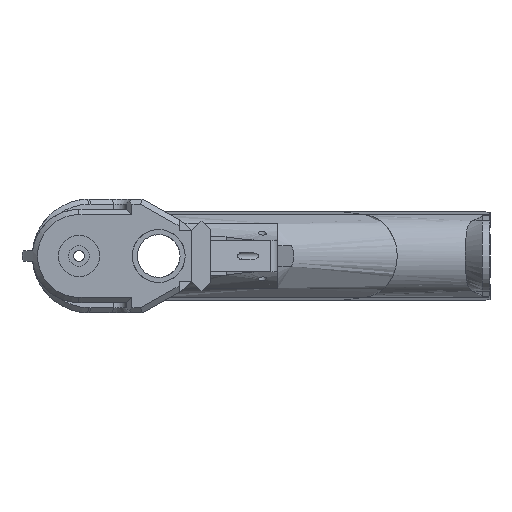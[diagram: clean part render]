
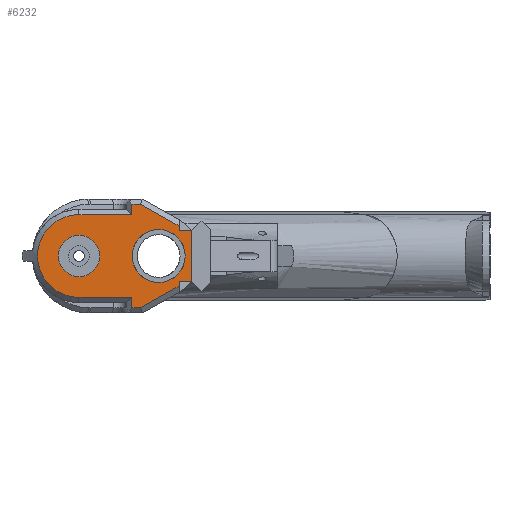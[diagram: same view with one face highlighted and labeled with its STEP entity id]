
A CAD part, left-side view. The second image highlights one B-rep face of the part: STEP entity #6232.
In plain terms, the highlighted planar face has unit normal (-1, 0, 0).
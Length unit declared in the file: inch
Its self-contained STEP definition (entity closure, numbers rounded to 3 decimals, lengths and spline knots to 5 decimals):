
#94=FACE_BOUND('',#1099,.T.);
#95=FACE_BOUND('',#1100,.T.);
#162=CIRCLE('',#6635,0.5);
#163=CIRCLE('',#6636,0.32);
#164=CIRCLE('',#6637,0.25);
#490=PLANE('',#6634);
#769=FACE_OUTER_BOUND('',#1098,.T.);
#1098=EDGE_LOOP('',(#5290,#5291,#5292,#5293,#5294,#5295,#5296,#5297,#5298,
#5299,#5300,#5301,#5302,#5303));
#1099=EDGE_LOOP('',(#5304));
#1100=EDGE_LOOP('',(#5305));
#1471=LINE('',#9557,#2132);
#1574=LINE('',#9848,#2235);
#1577=LINE('',#9854,#2238);
#1581=LINE('',#9865,#2242);
#1593=LINE('',#9892,#2254);
#1595=LINE('',#9916,#2256);
#1656=LINE('',#10137,#2317);
#1724=LINE('',#10876,#2385);
#1725=LINE('',#10878,#2386);
#1726=LINE('',#10880,#2387);
#1727=LINE('',#10882,#2388);
#1728=LINE('',#10884,#2389);
#1729=LINE('',#10885,#2390);
#2132=VECTOR('',#7299,0.3937);
#2235=VECTOR('',#7482,0.3937);
#2238=VECTOR('',#7487,0.3937);
#2242=VECTOR('',#7499,0.3937);
#2254=VECTOR('',#7523,0.3937);
#2256=VECTOR('',#7527,0.3937);
#2317=VECTOR('',#7658,0.3937);
#2385=VECTOR('',#7838,0.3937);
#2386=VECTOR('',#7839,0.3937);
#2387=VECTOR('',#7840,0.3937);
#2388=VECTOR('',#7841,0.3937);
#2389=VECTOR('',#7842,0.3937);
#2390=VECTOR('',#7843,0.3937);
#2821=VERTEX_POINT('',#9554);
#2822=VERTEX_POINT('',#9556);
#2898=VERTEX_POINT('',#9845);
#2899=VERTEX_POINT('',#9847);
#2901=VERTEX_POINT('',#9853);
#2904=VERTEX_POINT('',#9864);
#2913=VERTEX_POINT('',#9891);
#2914=VERTEX_POINT('',#9915);
#3060=VERTEX_POINT('',#10873);
#3061=VERTEX_POINT('',#10875);
#3062=VERTEX_POINT('',#10877);
#3063=VERTEX_POINT('',#10879);
#3064=VERTEX_POINT('',#10881);
#3065=VERTEX_POINT('',#10883);
#3066=VERTEX_POINT('',#10886);
#3067=VERTEX_POINT('',#10888);
#3520=EDGE_CURVE('',#2822,#2821,#1471,.T.);
#3635=EDGE_CURVE('',#2899,#2898,#1574,.T.);
#3638=EDGE_CURVE('',#2898,#2901,#1577,.T.);
#3644=EDGE_CURVE('',#2904,#2899,#1581,.T.);
#3658=EDGE_CURVE('',#2913,#2904,#1593,.T.);
#3661=EDGE_CURVE('',#2913,#2914,#1595,.T.);
#3744=EDGE_CURVE('',#2821,#2914,#1656,.T.);
#3869=EDGE_CURVE('',#3060,#2901,#162,.T.);
#3870=EDGE_CURVE('',#3061,#3060,#1724,.T.);
#3871=EDGE_CURVE('',#3062,#3061,#1725,.T.);
#3872=EDGE_CURVE('',#3063,#3062,#1726,.T.);
#3873=EDGE_CURVE('',#3064,#3063,#1727,.T.);
#3874=EDGE_CURVE('',#3064,#3065,#1728,.T.);
#3875=EDGE_CURVE('',#2822,#3065,#1729,.T.);
#3876=EDGE_CURVE('',#3066,#3066,#163,.T.);
#3877=EDGE_CURVE('',#3067,#3067,#164,.T.);
#5290=ORIENTED_EDGE('',*,*,#3869,.F.);
#5291=ORIENTED_EDGE('',*,*,#3870,.F.);
#5292=ORIENTED_EDGE('',*,*,#3871,.F.);
#5293=ORIENTED_EDGE('',*,*,#3872,.F.);
#5294=ORIENTED_EDGE('',*,*,#3873,.F.);
#5295=ORIENTED_EDGE('',*,*,#3874,.T.);
#5296=ORIENTED_EDGE('',*,*,#3875,.F.);
#5297=ORIENTED_EDGE('',*,*,#3520,.T.);
#5298=ORIENTED_EDGE('',*,*,#3744,.T.);
#5299=ORIENTED_EDGE('',*,*,#3661,.F.);
#5300=ORIENTED_EDGE('',*,*,#3658,.T.);
#5301=ORIENTED_EDGE('',*,*,#3644,.T.);
#5302=ORIENTED_EDGE('',*,*,#3635,.T.);
#5303=ORIENTED_EDGE('',*,*,#3638,.T.);
#5304=ORIENTED_EDGE('',*,*,#3876,.T.);
#5305=ORIENTED_EDGE('',*,*,#3877,.T.);
#6232=ADVANCED_FACE('',(#769,#94,#95),#490,.T.);
#6634=AXIS2_PLACEMENT_3D('',#10872,#7834,#7835);
#6635=AXIS2_PLACEMENT_3D('',#10874,#7836,#7837);
#6636=AXIS2_PLACEMENT_3D('',#10887,#7844,#7845);
#6637=AXIS2_PLACEMENT_3D('',#10889,#7846,#7847);
#7299=DIRECTION('',(0.,0.,1.));
#7482=DIRECTION('',(0.,0.,-1.));
#7487=DIRECTION('',(0.,1.,0.));
#7499=DIRECTION('',(0.,1.,0.));
#7523=DIRECTION('',(0.,0.871,0.491));
#7527=DIRECTION('',(0.,0.,-1.));
#7658=DIRECTION('',(0.,1.,0.));
#7834=DIRECTION('center_axis',(-1.,0.,0.));
#7835=DIRECTION('ref_axis',(0.,0.,1.));
#7836=DIRECTION('center_axis',(1.,0.,0.));
#7837=DIRECTION('ref_axis',(0.,0.,-1.));
#7838=DIRECTION('',(0.,1.,0.));
#7839=DIRECTION('',(0.,0.,1.));
#7840=DIRECTION('',(0.,1.,0.));
#7841=DIRECTION('',(0.,0.871,-0.491));
#7842=DIRECTION('',(0.,0.,1.));
#7843=DIRECTION('',(0.,1.,0.));
#7844=DIRECTION('center_axis',(1.,0.,0.));
#7845=DIRECTION('ref_axis',(0.,0.,1.));
#7846=DIRECTION('center_axis',(1.,0.,0.));
#7847=DIRECTION('ref_axis',(0.,0.,
-1.));
#9554=CARTESIAN_POINT('',(-3.68051,2.27645,0.3085));
#9556=CARTESIAN_POINT('',(-3.68051,2.27645,-0.3085));
#9557=CARTESIAN_POINT('',(-3.68051,2.27645,-0.3085));
#9845=CARTESIAN_POINT('',(-3.68051,2.99395,0.5));
#9847=CARTESIAN_POINT('',(-3.68051,2.99395,0.6245));
#9848=CARTESIAN_POINT('',(-3.68051,2.99395,0.17188));
#9853=CARTESIAN_POINT('',(-3.68051,3.63199,0.5));
#9854=CARTESIAN_POINT('',(-3.68051,3.46745,0.5));
#9864=CARTESIAN_POINT('',(-3.68051,2.88776,0.6245));
#9865=CARTESIAN_POINT('',(-3.68051,3.09032,0.6245));
#9891=CARTESIAN_POINT('',(-3.68051,2.42436,0.36321));
#9892=CARTESIAN_POINT('',(-3.68051,2.62438,0.47599));
#9915=CARTESIAN_POINT('',(-3.68051,2.42436,0.3085));
#9916=CARTESIAN_POINT('',(-3.68051,2.42436,0.07714));
#10137=CARTESIAN_POINT('',(-3.68051,2.27645,0.3085));
#10872=CARTESIAN_POINT('Origin',(-3.68051,3.30942,0.34375));
#10873=CARTESIAN_POINT('',(-3.68051,3.63199,-0.5));
#10874=CARTESIAN_POINT('Origin',(-3.68051,3.63199,0.));
#10875=CARTESIAN_POINT('',(-3.68051,2.99395,-0.5));
#10876=CARTESIAN_POINT('',(-3.68051,3.46745,-0.5));
#10877=CARTESIAN_POINT('',(-3.68051,2.99395,-0.6245));
#10878=CARTESIAN_POINT('',(-3.68051,2.99395,-0.17188));
#10879=CARTESIAN_POINT('',(-3.68051,2.88776,-0.6245));
#10880=CARTESIAN_POINT('',(-3.68051,3.09032,-0.6245));
#10881=CARTESIAN_POINT('',(-3.68051,2.42436,-0.36321));
#10882=CARTESIAN_POINT('',(-3.68051,2.62438,-0.47599));
#10883=CARTESIAN_POINT('',(-3.68051,2.42436,-0.3085));
#10884=CARTESIAN_POINT('',(-3.68051,2.42436,-0.07714));
#10885=CARTESIAN_POINT('',(-3.68051,2.27645,-0.3085));
#10886=CARTESIAN_POINT('',(-3.68051,2.66993,-0.32));
#10887=CARTESIAN_POINT('Origin',(-3.68051,2.66993,0.));
#10888=CARTESIAN_POINT('',(-3.68051,3.63199,0.25));
#10889=CARTESIAN_POINT('Origin',(-3.68051,3.63199,0.));
